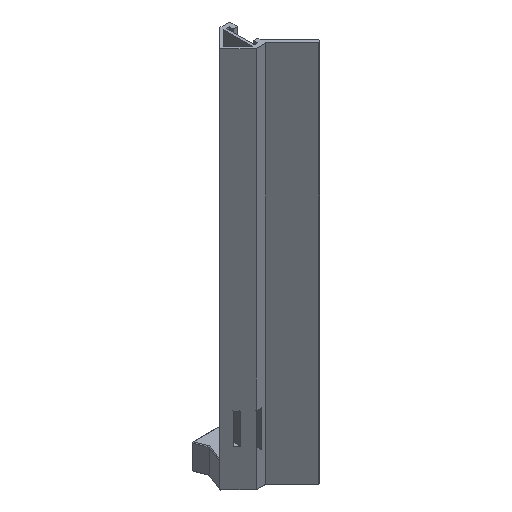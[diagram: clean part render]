
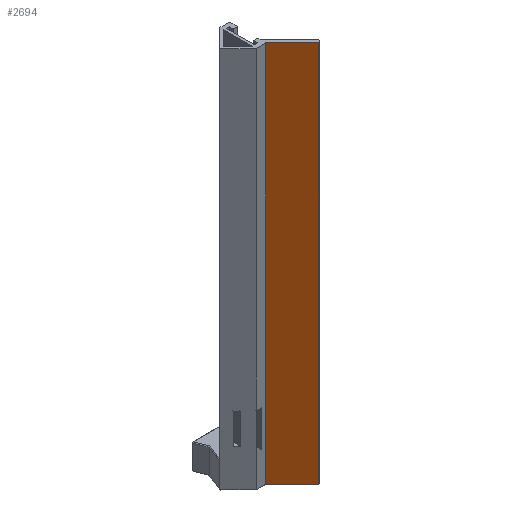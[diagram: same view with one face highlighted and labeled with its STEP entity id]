
A CAD part, isometric view. The second image highlights one B-rep face of the part: STEP entity #2694.
In plain terms, the highlighted planar face has unit normal (-0.707, -0.707, 0).
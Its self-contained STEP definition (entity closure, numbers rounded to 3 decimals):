
#724 = PLANE('',#725);
#725 = AXIS2_PLACEMENT_3D('',#726,#727,#728);
#726 = CARTESIAN_POINT('',(3.906,0.106,0.15));
#727 = DIRECTION('',(0.5,0.5,0.707));
#728 = DIRECTION('',(0.707,-0.707,0.));
#1281 = VERTEX_POINT('',#1282);
#1282 = CARTESIAN_POINT('',(3.8,0.,0.3));
#1317 = PLANE('',#1318);
#1318 = AXIS2_PLACEMENT_3D('',#1319,#1320,#1321);
#1319 = CARTESIAN_POINT('',(3.8,0.,0.));
#1320 = DIRECTION('',(0.,-1.,0.));
#1321 = DIRECTION('',(-1.,0.,0.));
#1389 = EDGE_CURVE('',#1281,#1390,#1392,.T.);
#1390 = VERTEX_POINT('',#1391);
#1391 = CARTESIAN_POINT('',(14.194,-10.394,0.3));
#1392 = SURFACE_CURVE('',#1393,(#1397,#1404),.PCURVE_S1.);
#1393 = LINE('',#1394,#1395);
#1394 = CARTESIAN_POINT('',(3.8,0.,0.3));
#1395 = VECTOR('',#1396,1.);
#1396 = DIRECTION('',(0.707,-0.707,0.));
#1397 = PCURVE('',#724,#1398);
#1398 = DEFINITIONAL_REPRESENTATION('',(#1399),#1403);
#1399 = LINE('',#1400,#1401);
#1400 = CARTESIAN_POINT('',(0.,-0.212));
#1401 = VECTOR('',#1402,1.);
#1402 = DIRECTION('',(1.,0.));
#1403 = ( GEOMETRIC_REPRESENTATION_CONTEXT(2) 
PARAMETRIC_REPRESENTATION_CONTEXT() REPRESENTATION_CONTEXT('2D SPACE',''
  ) );
#1404 = PCURVE('',#1405,#1410);
#1405 = PLANE('',#1406);
#1406 = AXIS2_PLACEMENT_3D('',#1407,#1408,#1409);
#1407 = CARTESIAN_POINT('',(3.8,0.,0.));
#1408 = DIRECTION('',(0.707,0.707,0.));
#1409 = DIRECTION('',(0.707,-0.707,0.));
#1410 = DEFINITIONAL_REPRESENTATION('',(#1411),#1415);
#1411 = LINE('',#1412,#1413);
#1412 = CARTESIAN_POINT('',(0.,-0.3));
#1413 = VECTOR('',#1414,1.);
#1414 = DIRECTION('',(1.,0.));
#1415 = ( GEOMETRIC_REPRESENTATION_CONTEXT(2) 
PARAMETRIC_REPRESENTATION_CONTEXT() REPRESENTATION_CONTEXT('2D SPACE',''
  ) );
#2258 = PLANE('',#2259);
#2259 = AXIS2_PLACEMENT_3D('',#2260,#2261,#2262);
#2260 = CARTESIAN_POINT('',(0.,0.,150.));
#2261 = DIRECTION('',(0.,0.,1.));
#2262 = DIRECTION('',(1.,0.,0.));
#2527 = EDGE_CURVE('',#1281,#2528,#2530,.T.);
#2528 = VERTEX_POINT('',#2529);
#2529 = CARTESIAN_POINT('',(3.8,0.,150.));
#2530 = SURFACE_CURVE('',#2531,(#2535,#2542),.PCURVE_S1.);
#2531 = LINE('',#2532,#2533);
#2532 = CARTESIAN_POINT('',(3.8,0.,0.));
#2533 = VECTOR('',#2534,1.);
#2534 = DIRECTION('',(0.,0.,1.));
#2535 = PCURVE('',#1317,#2536);
#2536 = DEFINITIONAL_REPRESENTATION('',(#2537),#2541);
#2537 = LINE('',#2538,#2539);
#2538 = CARTESIAN_POINT('',(0.,-0.));
#2539 = VECTOR('',#2540,1.);
#2540 = DIRECTION('',(0.,-1.));
#2541 = ( GEOMETRIC_REPRESENTATION_CONTEXT(2) 
PARAMETRIC_REPRESENTATION_CONTEXT() REPRESENTATION_CONTEXT('2D SPACE',''
  ) );
#2542 = PCURVE('',#1405,#2543);
#2543 = DEFINITIONAL_REPRESENTATION('',(#2544),#2548);
#2544 = LINE('',#2545,#2546);
#2545 = CARTESIAN_POINT('',(0.,0.));
#2546 = VECTOR('',#2547,1.);
#2547 = DIRECTION('',(0.,-1.));
#2548 = ( GEOMETRIC_REPRESENTATION_CONTEXT(2) 
PARAMETRIC_REPRESENTATION_CONTEXT() REPRESENTATION_CONTEXT('2D SPACE',''
  ) );
#2694 = ADVANCED_FACE('',(#2695),#1405,.F.);
#2695 = FACE_BOUND('',#2696,.F.);
#2696 = EDGE_LOOP('',(#2697,#2698,#2699,#2720));
#2697 = ORIENTED_EDGE('',*,*,#1389,.F.);
#2698 = ORIENTED_EDGE('',*,*,#2527,.T.);
#2699 = ORIENTED_EDGE('',*,*,#2700,.T.);
#2700 = EDGE_CURVE('',#2528,#2701,#2703,.T.);
#2701 = VERTEX_POINT('',#2702);
#2702 = CARTESIAN_POINT('',(14.194,-10.394,150.));
#2703 = SURFACE_CURVE('',#2704,(#2708,#2714),.PCURVE_S1.);
#2704 = LINE('',#2705,#2706);
#2705 = CARTESIAN_POINT('',(2.85,0.95,150.));
#2706 = VECTOR('',#2707,1.);
#2707 = DIRECTION('',(0.707,-0.707,0.));
#2708 = PCURVE('',#1405,#2709);
#2709 = DEFINITIONAL_REPRESENTATION('',(#2710),#2713);
#2710 = B_SPLINE_CURVE_WITH_KNOTS('',1,(#2711,#2712),.UNSPECIFIED.,.F.,
  .F.,(2,2),(1.344,16.044),.PIECEWISE_BEZIER_KNOTS.);
#2711 = CARTESIAN_POINT('',(0.,-150.));
#2712 = CARTESIAN_POINT('',(14.7,-150.));
#2713 = ( GEOMETRIC_REPRESENTATION_CONTEXT(2) 
PARAMETRIC_REPRESENTATION_CONTEXT() REPRESENTATION_CONTEXT('2D SPACE',''
  ) );
#2714 = PCURVE('',#2258,#2715);
#2715 = DEFINITIONAL_REPRESENTATION('',(#2716),#2719);
#2716 = B_SPLINE_CURVE_WITH_KNOTS('',1,(#2717,#2718),.UNSPECIFIED.,.F.,
  .F.,(2,2),(1.344,16.044),.PIECEWISE_BEZIER_KNOTS.);
#2717 = CARTESIAN_POINT('',(3.8,0.));
#2718 = CARTESIAN_POINT('',(14.194,-10.394));
#2719 = ( GEOMETRIC_REPRESENTATION_CONTEXT(2) 
PARAMETRIC_REPRESENTATION_CONTEXT() REPRESENTATION_CONTEXT('2D SPACE',''
  ) );
#2720 = ORIENTED_EDGE('',*,*,#2721,.F.);
#2721 = EDGE_CURVE('',#1390,#2701,#2722,.T.);
#2722 = SURFACE_CURVE('',#2723,(#2727,#2734),.PCURVE_S1.);
#2723 = LINE('',#2724,#2725);
#2724 = CARTESIAN_POINT('',(14.194,-10.394,0.));
#2725 = VECTOR('',#2726,1.);
#2726 = DIRECTION('',(0.,0.,1.));
#2727 = PCURVE('',#1405,#2728);
#2728 = DEFINITIONAL_REPRESENTATION('',(#2729),#2733);
#2729 = LINE('',#2730,#2731);
#2730 = CARTESIAN_POINT('',(14.7,0.));
#2731 = VECTOR('',#2732,1.);
#2732 = DIRECTION('',(0.,-1.));
#2733 = ( GEOMETRIC_REPRESENTATION_CONTEXT(2) 
PARAMETRIC_REPRESENTATION_CONTEXT() REPRESENTATION_CONTEXT('2D SPACE',''
  ) );
#2734 = PCURVE('',#2735,#2740);
#2735 = PLANE('',#2736);
#2736 = AXIS2_PLACEMENT_3D('',#2737,#2738,#2739);
#2737 = CARTESIAN_POINT('',(14.407,-10.394,0.));
#2738 = DIRECTION('',(0.,-1.,0.));
#2739 = DIRECTION('',(-0.,-0.,-1.));
#2740 = DEFINITIONAL_REPRESENTATION('',(#2741),#2745);
#2741 = LINE('',#2742,#2743);
#2742 = CARTESIAN_POINT('',(-0.,-0.212));
#2743 = VECTOR('',#2744,1.);
#2744 = DIRECTION('',(-1.,0.));
#2745 = ( GEOMETRIC_REPRESENTATION_CONTEXT(2) 
PARAMETRIC_REPRESENTATION_CONTEXT() REPRESENTATION_CONTEXT('2D SPACE',''
  ) );
